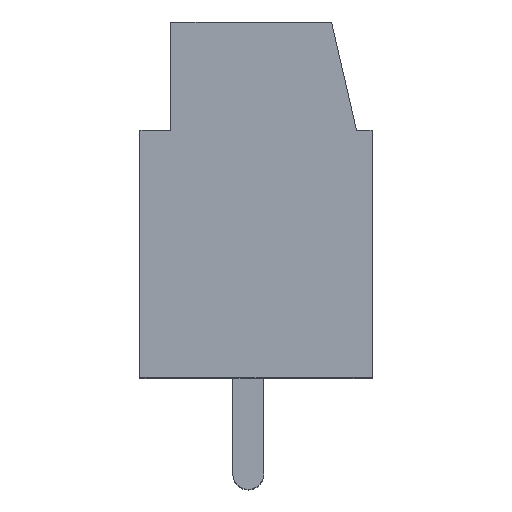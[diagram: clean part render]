
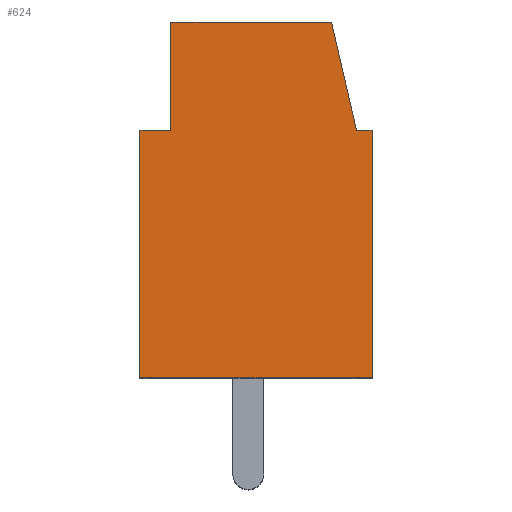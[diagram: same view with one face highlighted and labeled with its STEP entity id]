
A CAD part, top view. The second image highlights one B-rep face of the part: STEP entity #624.
In plain terms, the highlighted planar face has unit normal (0, 0, 1).
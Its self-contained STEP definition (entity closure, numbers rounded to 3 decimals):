
#624 = ADVANCED_FACE( '', ( #1316 ), #1317, .T. );
#1316 = FACE_OUTER_BOUND( '', #2085, .T. );
#1317 = PLANE( '', #2086 );
#2085 = EDGE_LOOP( '', ( #3905, #3906, #3907, #3908, #3909, #3910, #3911, #3912 ) );
#2086 = AXIS2_PLACEMENT_3D( '', #3913, #3914, #3915 );
#3905 = ORIENTED_EDGE( '', *, *, #5429, .T. );
#3906 = ORIENTED_EDGE( '', *, *, #5637, .T. );
#3907 = ORIENTED_EDGE( '', *, *, #5210, .T. );
#3908 = ORIENTED_EDGE( '', *, *, #4926, .F. );
#3909 = ORIENTED_EDGE( '', *, *, #4902, .F. );
#3910 = ORIENTED_EDGE( '', *, *, #5129, .T. );
#3911 = ORIENTED_EDGE( '', *, *, #5672, .T. );
#3912 = ORIENTED_EDGE( '', *, *, #5673, .T. );
#3913 = CARTESIAN_POINT( '', ( -8.433, 0.923, 0. ) );
#3914 = DIRECTION( '', ( 0., 0., 1. ) );
#3915 = DIRECTION( '', ( 1., 0., 0. ) );
#4902 = EDGE_CURVE( '', #5914, #5916, #5917, .T. );
#4926 = EDGE_CURVE( '', #5916, #5958, #5959, .T. );
#5129 = EDGE_CURVE( '', #5914, #6316, #6318, .T. );
#5210 = EDGE_CURVE( '', #6452, #5958, #6453, .T. );
#5429 = EDGE_CURVE( '', #6807, #6805, #6808, .T. );
#5637 = EDGE_CURVE( '', #6805, #6452, #7097, .T. );
#5672 = EDGE_CURVE( '', #6316, #7138, #7139, .T. );
#5673 = EDGE_CURVE( '', #7138, #6807, #7140, .T. );
#5914 = VERTEX_POINT( '', #7418 );
#5916 = VERTEX_POINT( '', #7421 );
#5917 = LINE( '', #7422, #7423 );
#5958 = VERTEX_POINT( '', #7532 );
#5959 = LINE( '', #7533, #7534 );
#6316 = VERTEX_POINT( '', #8031 );
#6318 = LINE( '', #8034, #8035 );
#6452 = VERTEX_POINT( '', #8221 );
#6453 = LINE( '', #8222, #8223 );
#6805 = VERTEX_POINT( '', #8732 );
#6807 = VERTEX_POINT( '', #8735 );
#6808 = LINE( '', #8736, #8737 );
#7097 = LINE( '', #9158, #9159 );
#7138 = VERTEX_POINT( '', #9219 );
#7139 = LINE( '', #9220, #9221 );
#7140 = LINE( '', #9222, #9223 );
#7418 = CARTESIAN_POINT( '', ( -6.5, 8., 0. ) );
#7421 = CARTESIAN_POINT( '', ( -6.5, 11.5, 0. ) );
#7422 = CARTESIAN_POINT( '', ( -6.5, 0., 0. ) );
#7423 = VECTOR( '', #9614, 1000. );
#7532 = CARTESIAN_POINT( '', ( -1.308, 11.5, 0. ) );
#7533 = CARTESIAN_POINT( '', ( -4., 11.5, 0. ) );
#7534 = VECTOR( '', #9638, 1000. );
#8031 = CARTESIAN_POINT( '', ( -7.5, 8., 0. ) );
#8034 = CARTESIAN_POINT( '', ( -4., 8., 0. ) );
#8035 = VECTOR( '', #9870, 1000. );
#8221 = CARTESIAN_POINT( '', ( -0.5, 8., 0. ) );
#8222 = CARTESIAN_POINT( '', ( -0.5, 8., 0. ) );
#8223 = VECTOR( '', #9959, 1000. );
#8732 = CARTESIAN_POINT( '', ( 0., 8., 0. ) );
#8735 = CARTESIAN_POINT( '', ( 0., 0., 0. ) );
#8736 = CARTESIAN_POINT( '', ( 0., 0., 0. ) );
#8737 = VECTOR( '', #10205, 1000. );
#9158 = CARTESIAN_POINT( '', ( -4., 8., 0. ) );
#9159 = VECTOR( '', #10416, 1000. );
#9219 = CARTESIAN_POINT( '', ( -7.5, 0., 0. ) );
#9220 = CARTESIAN_POINT( '', ( -7.5, 0., 0. ) );
#9221 = VECTOR( '', #10445, 1000. );
#9222 = CARTESIAN_POINT( '', ( -4., 0., 0. ) );
#9223 = VECTOR( '', #10446, 1000. );
#9614 = DIRECTION( '', ( 0., 1., 0. ) );
#9638 = DIRECTION( '', ( 1., 0., 0. ) );
#9870 = DIRECTION( '', ( -1., 0., 0. ) );
#9959 = DIRECTION( '', ( -0.225, 0.974, 0. ) );
#10205 = DIRECTION( '', ( 0., 1., 0. ) );
#10416 = DIRECTION( '', ( -1., 0., 0. ) );
#10445 = DIRECTION( '', ( 0., -1., 0. ) );
#10446 = DIRECTION( '', ( 1., 0., 0. ) );
